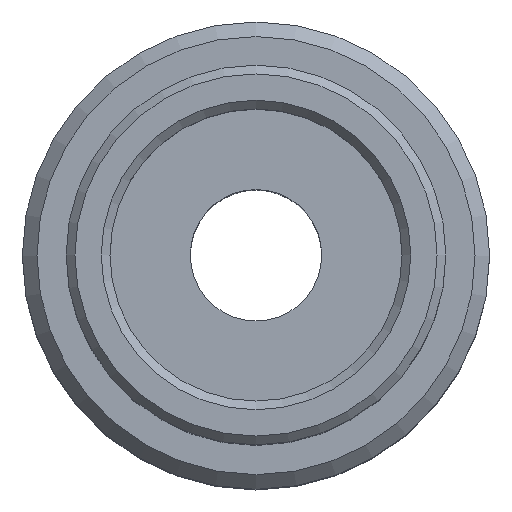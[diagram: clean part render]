
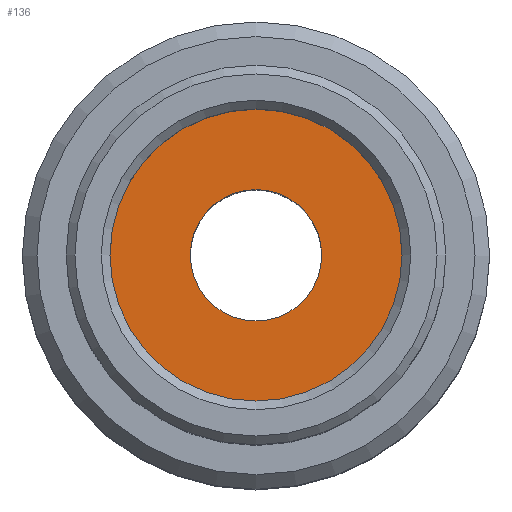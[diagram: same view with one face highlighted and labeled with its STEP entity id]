
A CAD part, top view. The second image highlights one B-rep face of the part: STEP entity #136.
In plain terms, the highlighted planar face has unit normal (0, 0, 1).
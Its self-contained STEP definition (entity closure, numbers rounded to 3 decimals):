
#119=PLANE('',#434);
#136=ADVANCED_FACE('',(#182,#183),#119,.F.);
#182=FACE_BOUND('',#236,.T.);
#183=FACE_BOUND('',#237,.T.);
#236=EDGE_LOOP('',(#290));
#237=EDGE_LOOP('',(#291));
#290=ORIENTED_EDGE('',*,*,#370,.T.);
#291=ORIENTED_EDGE('',*,*,#364,.T.);
#337=VERTEX_POINT('',#598);
#343=VERTEX_POINT('',#614);
#364=EDGE_CURVE('',#337,#337,#391,.T.);
#370=EDGE_CURVE('',#343,#343,#397,.T.);
#391=CIRCLE('',#423,5.);
#397=CIRCLE('',#433,2.25);
#423=AXIS2_PLACEMENT_3D('',#597,#492,#493);
#433=AXIS2_PLACEMENT_3D('',#613,#512,#513);
#434=AXIS2_PLACEMENT_3D('',#615,#514,#515);
#492=DIRECTION('',(0.,0.,1.));
#493=DIRECTION('',(-1.,0.,0.));
#512=DIRECTION('',(0.,0.,-1.));
#513=DIRECTION('',(-1.,0.,0.));
#514=DIRECTION('',(0.,0.,-1.));
#515=DIRECTION('',(-1.,0.,0.));
#597=CARTESIAN_POINT('',(0.,0.,22.));
#598=CARTESIAN_POINT('',(-5.,0.,22.));
#613=CARTESIAN_POINT('',(0.,0.,22.));
#614=CARTESIAN_POINT('',(-2.25,0.,22.));
#615=CARTESIAN_POINT('',(0.,0.,22.));
